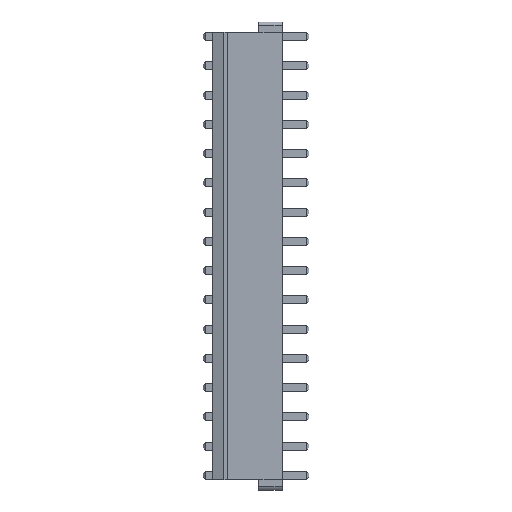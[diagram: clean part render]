
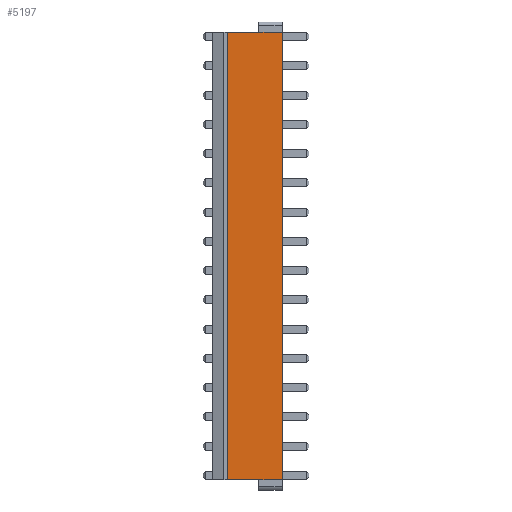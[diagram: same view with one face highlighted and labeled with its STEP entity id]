
A CAD part, top view. The second image highlights one B-rep face of the part: STEP entity #5197.
In plain terms, the highlighted planar face has unit normal (0, 0, 1).
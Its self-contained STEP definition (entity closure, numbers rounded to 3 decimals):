
#371=FACE_OUTER_BOUND('',#711,.T.);
#711=EDGE_LOOP('',(#4567,#4568,#4569,#4570));
#1364=LINE('',#8199,#2050);
#1385=LINE('',#8246,#2071);
#1394=LINE('',#8263,#2080);
#1399=LINE('',#8273,#2085);
#2050=VECTOR('',#6778,10.);
#2071=VECTOR('',#6821,10.);
#2080=VECTOR('',#6832,10.);
#2085=VECTOR('',#6845,10.);
#2484=VERTEX_POINT('',#8196);
#2485=VERTEX_POINT('',#8198);
#2500=VERTEX_POINT('',#8244);
#2507=VERTEX_POINT('',#8262);
#3161=EDGE_CURVE('',#2485,#2484,#1364,.T.);
#3185=EDGE_CURVE('',#2484,#2500,#1385,.T.);
#3194=EDGE_CURVE('',#2507,#2485,#1394,.T.);
#3199=EDGE_CURVE('',#2507,#2500,#1399,.T.);
#4567=ORIENTED_EDGE('',*,*,#3185,.T.);
#4568=ORIENTED_EDGE('',*,*,#3199,.F.);
#4569=ORIENTED_EDGE('',*,*,#3194,.T.);
#4570=ORIENTED_EDGE('',*,*,#3161,.T.);
#4889=PLANE('',#5533);
#5197=ADVANCED_FACE('',(#371),#4889,.T.);
#5533=AXIS2_PLACEMENT_3D('',#8272,#6843,#6844);
#6778=DIRECTION('',(0.,1.,0.));
#6821=DIRECTION('',(-1.,0.,0.));
#6832=DIRECTION('',(1.,0.,0.));
#6843=DIRECTION('center_axis',(0.,0.,1.));
#6844=DIRECTION('ref_axis',(1.,0.,0.));
#6845=DIRECTION('',(0.,1.,0.));
#8196=CARTESIAN_POINT('',(0.,30.32,8.));
#8198=CARTESIAN_POINT('',(0.,-30.32,8.));
#8199=CARTESIAN_POINT('',(0.,0.,8.));
#8244=CARTESIAN_POINT('',(-7.4,30.32,8.));
#8246=CARTESIAN_POINT('',(-3.7,30.32,8.));
#8262=CARTESIAN_POINT('',(-7.4,-30.32,8.));
#8263=CARTESIAN_POINT('',(-10.385,-30.32,8.));
#8272=CARTESIAN_POINT('Origin',(-7.4,0.,8.));
#8273=CARTESIAN_POINT('',(-7.4,0.,8.));
